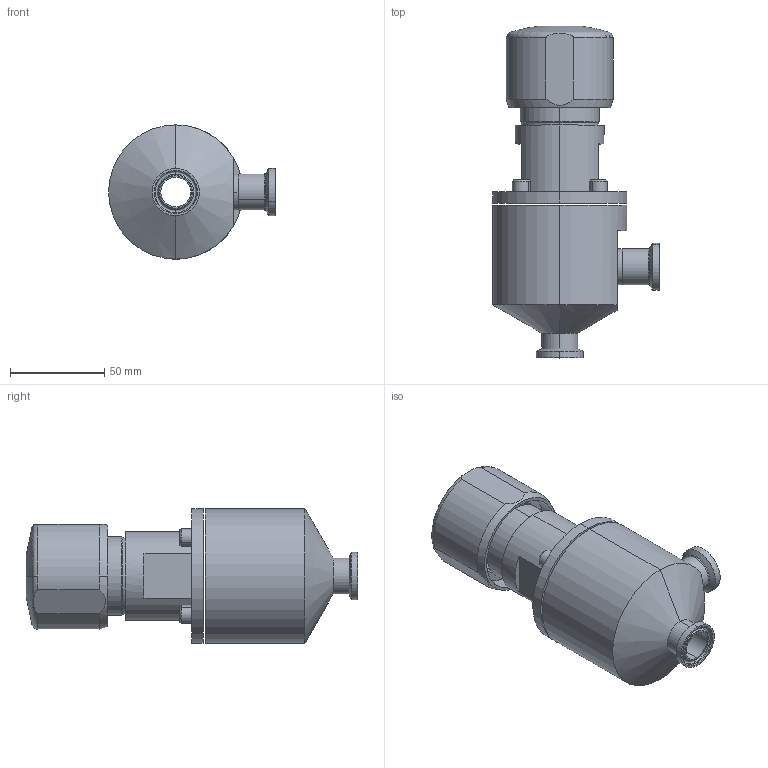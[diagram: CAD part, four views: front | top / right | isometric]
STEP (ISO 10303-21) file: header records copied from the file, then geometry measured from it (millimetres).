
FILE_DESCRIPTION (( 'STEP AP203' ), '1' );
FILE_NAME ('MK978M-075.STEP', '2022-06-15T18:51:12', ( '' ), ( '' ), 'SwSTEP 2.0', 'SolidWorks 2018', '' );
FILE_SCHEMA (( 'CONFIG_CONTROL_DESIGN' ));
Length unit declared in the file: inch
Products named in the file (1): MK978M-075
Bounding box: 88.37 x 175.88 x 71.12 mm (x, y, z)
Surface area: 53685.7 mm2 (no closed solid volume)
Topology: 0 solids, 12 shells, 155 faces, 406 edges, 256 vertices
Faces by surface type: cylinder 50, plane 49, cone 36, torus 16, bspline 2, sphere 2
Entity records: 6158 total; most frequent: CARTESIAN_POINT 2207, DIRECTION 895, ORIENTED_EDGE 697, EDGE_CURVE 398, AXIS2_PLACEMENT_3D 358, VERTEX_POINT 256, CIRCLE 204, EDGE_LOOP 183
